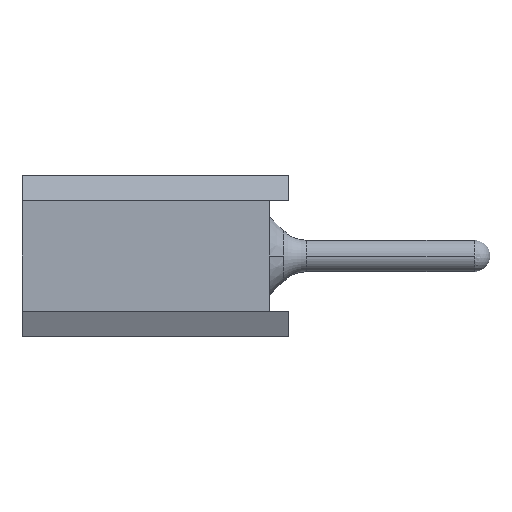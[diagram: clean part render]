
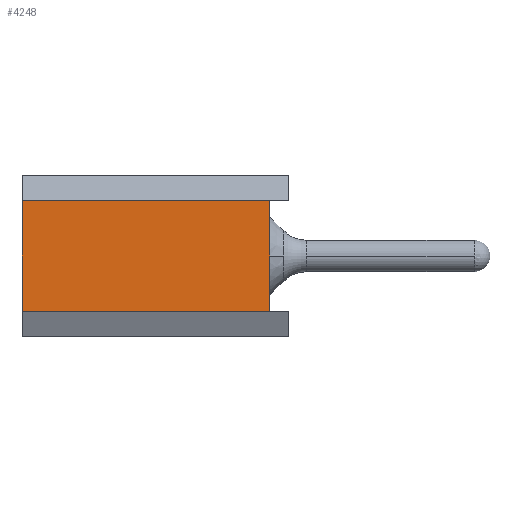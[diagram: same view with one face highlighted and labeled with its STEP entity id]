
A CAD part, left-side view. The second image highlights one B-rep face of the part: STEP entity #4248.
In plain terms, the highlighted planar face has unit normal (-1, 0, 0).
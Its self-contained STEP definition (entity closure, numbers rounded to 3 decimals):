
#2912=VERTEX_POINT('',#8057);
#3298=EDGE_CURVE('',#2912,#6576,#8483,.T.);
#4248=ADVANCED_FACE('',(#9545),#9546,.T.);
#4856=EDGE_CURVE('',#5862,#2912,#10225,.T.);
#5862=VERTEX_POINT('',#11362);
#5922=VERTEX_POINT('',#11432);
#6576=VERTEX_POINT('',#12156);
#6686=EDGE_CURVE('',#6576,#5922,#12275,.T.);
#7164=EDGE_CURVE('',#5862,#5922,#12815,.T.);
#8057=CARTESIAN_POINT('',(-15.24,0.3,0.87));
#8483=LINE('',#14482,#14483);
#9545=FACE_OUTER_BOUND('',#15906,.T.);
#9546=PLANE('',#15907);
#10225=LINE('',#16823,#16824);
#11362=CARTESIAN_POINT('',(-15.24,0.3,-0.87));
#11432=CARTESIAN_POINT('',(-15.24,4.2,-0.87));
#12156=CARTESIAN_POINT('',(-15.24,4.2,0.87));
#12275=LINE('',#19559,#19560);
#12815=LINE('',#20263,#20264);
#14482=CARTESIAN_POINT('',(-15.24,0.,0.87));
#14483=VECTOR('',#21984,1.0);
#15906=EDGE_LOOP('',(#23291,#23292,#23293,#23294));
#15907=AXIS2_PLACEMENT_3D('',#23295,#23296,#23297);
#16823=CARTESIAN_POINT('',(-15.24,0.3,0.435));
#16824=VECTOR('',#24113,1.0);
#19559=CARTESIAN_POINT('',(-15.24,4.2,0.87));
#19560=VECTOR('',#26669,1.0);
#20263=CARTESIAN_POINT('',(-15.24,0.,-0.87));
#20264=VECTOR('',#27351,1.0);
#21984=DIRECTION('',(0.0,1.0,0.));
#23291=ORIENTED_EDGE('',*,*,#4856,.T.);
#23292=ORIENTED_EDGE('',*,*,#3298,.T.);
#23293=ORIENTED_EDGE('',*,*,#6686,.T.);
#23294=ORIENTED_EDGE('',*,*,#7164,.F.);
#23295=CARTESIAN_POINT('',(-15.24,0.,0.87));
#23296=DIRECTION('',(-1.0,0.0,0.0));
#23297=DIRECTION('',(0.0,0.0,1.0));
#24113=DIRECTION('',(0.0,0.0,1.0));
#26669=DIRECTION('',(0.0,0.,-1.0));
#27351=DIRECTION('',(0.0,1.0,0.));
